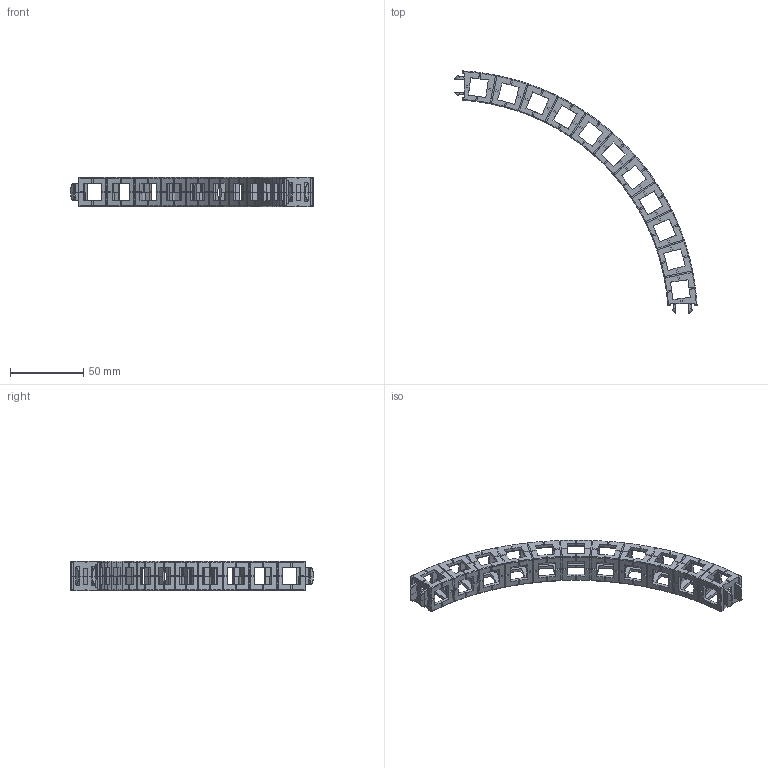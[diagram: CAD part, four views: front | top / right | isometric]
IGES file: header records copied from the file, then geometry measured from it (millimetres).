
Start section: SolidWorks IGES file using analytic representation for surfaces
Global section: file name: 20-00110.IGS; native system: SolidWorks 2012; preprocessor: SolidWorks 2012; author: Administrator; date: 140413.204534; units: millimetre
Bounding box: 164.97 x 164.96 x 20 mm (x, y, z)
Surface area: 32914.7 mm2 (no closed solid volume)
Topology: 0 solids, 0 shells, 1747 faces, 14133 edges, 14075 vertices
Faces by surface type: bspline 1183, revolution 564
